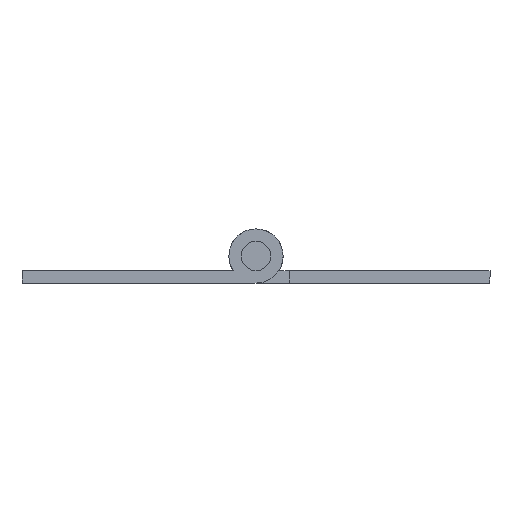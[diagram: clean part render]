
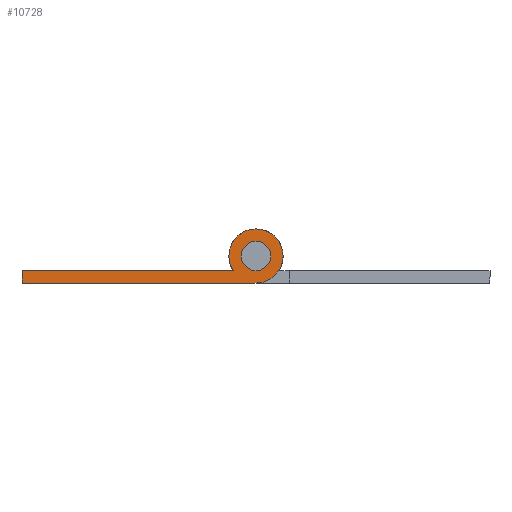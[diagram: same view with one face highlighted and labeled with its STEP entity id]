
A CAD part, front view. The second image highlights one B-rep face of the part: STEP entity #10728.
In plain terms, the highlighted planar face has unit normal (0, -1, 0).
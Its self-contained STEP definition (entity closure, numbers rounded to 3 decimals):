
#1701 = CARTESIAN_POINT ( 'NONE',  ( 0., -500., -1.2 ) ) ;
#1702 = DIRECTION ( 'NONE',  ( 0., 0., 1. ) ) ;
#1703 = DIRECTION ( 'NONE',  ( 0., 1., 0. ) ) ;
#1704 = CARTESIAN_POINT ( 'NONE',  ( 0., -500., 0. ) ) ;
#1705 = AXIS2_PLACEMENT_3D ( 'NONE', #1704, #1703, #1702 ) ;
#1706 = CIRCLE ( 'NONE', #1705, 1.2 ) ;
#1707 = CARTESIAN_POINT ( 'NONE',  ( 0., -500., 1.2 ) ) ;
#2909 = DIRECTION ( 'NONE',  ( 0., 0., 1. ) ) ;
#2910 = DIRECTION ( 'NONE',  ( 0., 1., 0. ) ) ;
#2911 = CARTESIAN_POINT ( 'NONE',  ( 0., -500., 0. ) ) ;
#2912 = AXIS2_PLACEMENT_3D ( 'NONE', #2911, #2910, #2909 ) ;
#2913 = CIRCLE ( 'NONE', #2912, 2.2 ) ;
#2914 = CARTESIAN_POINT ( 'NONE',  ( 0., -500., -2.2 ) ) ;
#2915 = DIRECTION ( 'NONE',  ( -1., 0., 0. ) ) ;
#2916 = VECTOR ( 'NONE', #2915, 1000. ) ;
#2917 = CARTESIAN_POINT ( 'NONE',  ( -19., -500., -2.2 ) ) ;
#2918 = LINE ( 'NONE', #2917, #2916 ) ;
#2919 = CARTESIAN_POINT ( 'NONE',  ( -19., -500., -1.2 ) ) ;
#2920 = CARTESIAN_POINT ( 'NONE',  ( -19., -500., -2.2 ) ) ;
#2921 = DIRECTION ( 'NONE',  ( 0., 0., 1. ) ) ;
#2922 = VECTOR ( 'NONE', #2921, 1000. ) ;
#2923 = CARTESIAN_POINT ( 'NONE',  ( -19., -500., -1.2 ) ) ;
#2924 = LINE ( 'NONE', #2923, #2922 ) ;
#2925 = DIRECTION ( 'NONE',  ( 0., 0., 1. ) ) ;
#2926 = DIRECTION ( 'NONE',  ( 0., 1., 0. ) ) ;
#2927 = CARTESIAN_POINT ( 'NONE',  ( 0., -500., 0. ) ) ;
#2928 = AXIS2_PLACEMENT_3D ( 'NONE', #2927, #2926, #2925 ) ;
#2929 = PLANE ( 'NONE',  #2928 ) ;
#2930 = FACE_BOUND ( 'NONE', #10798, .T. ) ;
#2931 = FACE_OUTER_BOUND ( 'NONE', #10729, .T. ) ;
#2999 = CARTESIAN_POINT ( 'NONE',  ( -1.844, -500., -1.2 ) ) ;
#3054 = DIRECTION ( 'NONE',  ( 0., 0., 1. ) ) ;
#3055 = DIRECTION ( 'NONE',  ( 0., 1., 0. ) ) ;
#3056 = CARTESIAN_POINT ( 'NONE',  ( 0., -500., 0. ) ) ;
#3057 = AXIS2_PLACEMENT_3D ( 'NONE', #3056, #3055, #3054 ) ;
#3058 = CIRCLE ( 'NONE', #3057, 1.2 ) ;
#3059 = DIRECTION ( 'NONE',  ( 1., 0., 0. ) ) ;
#3060 = VECTOR ( 'NONE', #3059, 1000. ) ;
#3061 = CARTESIAN_POINT ( 'NONE',  ( -1.844, -500., -1.2 ) ) ;
#3062 = LINE ( 'NONE', #3061, #3060 ) ;
#10138 = VERTEX_POINT ( 'NONE', #1707 ) ;
#10140 = EDGE_CURVE ( 'NONE', #10141, #10138, #1706, .T. ) ;
#10141 = VERTEX_POINT ( 'NONE', #1701 ) ;
#10728 = ADVANCED_FACE ( 'NONE', ( #2931, #2930 ), #2929, .F. ) ;
#10729 = EDGE_LOOP ( 'NONE', ( #10730, #10734, #10737, #10796 ) ) ;
#10730 = ORIENTED_EDGE ( 'NONE', *, *, #10731, .F. ) ;
#10731 = EDGE_CURVE ( 'NONE', #10732, #10733, #2924, .T. ) ;
#10732 = VERTEX_POINT ( 'NONE', #2920 ) ;
#10733 = VERTEX_POINT ( 'NONE', #2919 ) ;
#10734 = ORIENTED_EDGE ( 'NONE', *, *, #10735, .F. ) ;
#10735 = EDGE_CURVE ( 'NONE', #10736, #10732, #2918, .T. ) ;
#10736 = VERTEX_POINT ( 'NONE', #2914 ) ;
#10737 = ORIENTED_EDGE ( 'NONE', *, *, #10738, .F. ) ;
#10738 = EDGE_CURVE ( 'NONE', #10795, #10736, #2913, .T. ) ;
#10795 = VERTEX_POINT ( 'NONE', #2999 ) ;
#10796 = ORIENTED_EDGE ( 'NONE', *, *, #10797, .F. ) ;
#10797 = EDGE_CURVE ( 'NONE', #10733, #10795, #3062, .T. ) ;
#10798 = EDGE_LOOP ( 'NONE', ( #10799, #10800 ) ) ;
#10799 = ORIENTED_EDGE ( 'NONE', *, *, #10140, .T. ) ;
#10800 = ORIENTED_EDGE ( 'NONE', *, *, #10801, .T. ) ;
#10801 = EDGE_CURVE ( 'NONE', #10138, #10141, #3058, .T. ) ;
